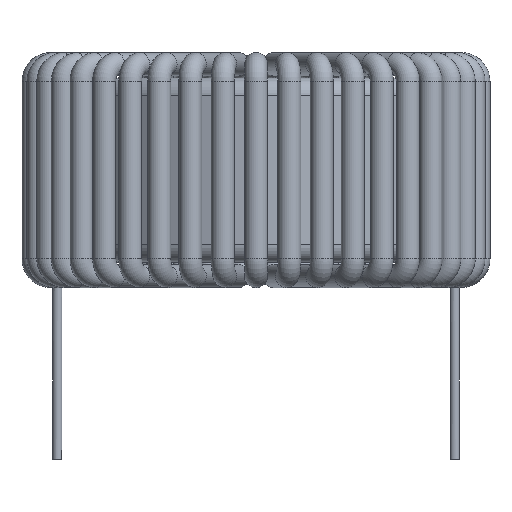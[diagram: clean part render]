
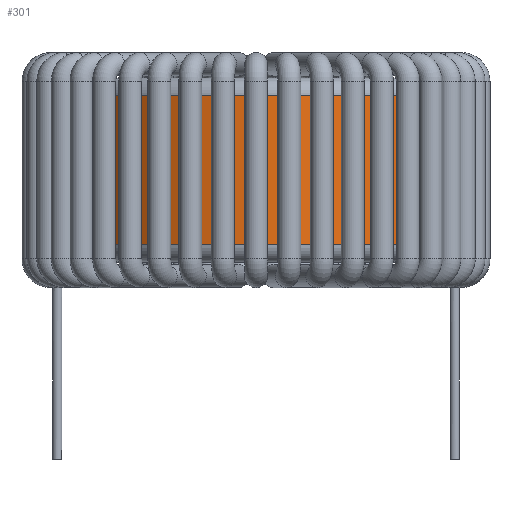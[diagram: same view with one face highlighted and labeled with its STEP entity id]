
A CAD part, left-side view. The second image highlights one B-rep face of the part: STEP entity #301.
In plain terms, the highlighted cylindrical face has radius 15.24 mm (diameter 30.48 mm), a full revolution.
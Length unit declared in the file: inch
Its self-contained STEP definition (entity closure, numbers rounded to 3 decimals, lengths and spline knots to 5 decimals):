
#270=CARTESIAN_POINT('',(-0.6,0.,0.08));
#271=VERTEX_POINT('',#270);
#272=CARTESIAN_POINT('',(0.0,0.0,0.08));
#273=DIRECTION('',(0.0,0.0,-1.0));
#274=DIRECTION('',(1.0,0.0,0.0));
#275=AXIS2_PLACEMENT_3D('',#272,#273,#274);
#276=CIRCLE('',#275,0.6);
#277=EDGE_CURVE('',#271,#271,#276,.T.);
#282=CARTESIAN_POINT('',(0.0,0.0,0.294));
#283=DIRECTION('',(0.0,0.0,1.0));
#284=DIRECTION('',(-1.0,0.0,0.0));
#285=AXIS2_PLACEMENT_3D('',#282,#283,#284);
#286=CYLINDRICAL_SURFACE('',#285,0.6);
#287=CARTESIAN_POINT('',(-0.6,0.0,0.508));
#288=VERTEX_POINT('',#287);
#289=CARTESIAN_POINT('',(0.0,0.0,0.508));
#290=DIRECTION('',(0.0,0.0,1.0));
#291=DIRECTION('',(1.0,0.0,0.0));
#292=AXIS2_PLACEMENT_3D('',#289,#290,#291);
#293=CIRCLE('',#292,0.6);
#294=EDGE_CURVE('',#288,#288,#293,.T.);
#295=ORIENTED_EDGE('',*,*,#294,.F.);
#296=EDGE_LOOP('',(#295));
#297=FACE_OUTER_BOUND('',#296,.T.);
#298=ORIENTED_EDGE('',*,*,#277,.F.);
#299=EDGE_LOOP('',(#298));
#300=FACE_BOUND('',#299,.T.);
#301=ADVANCED_FACE('',(#297,#300),#286,.T.);
